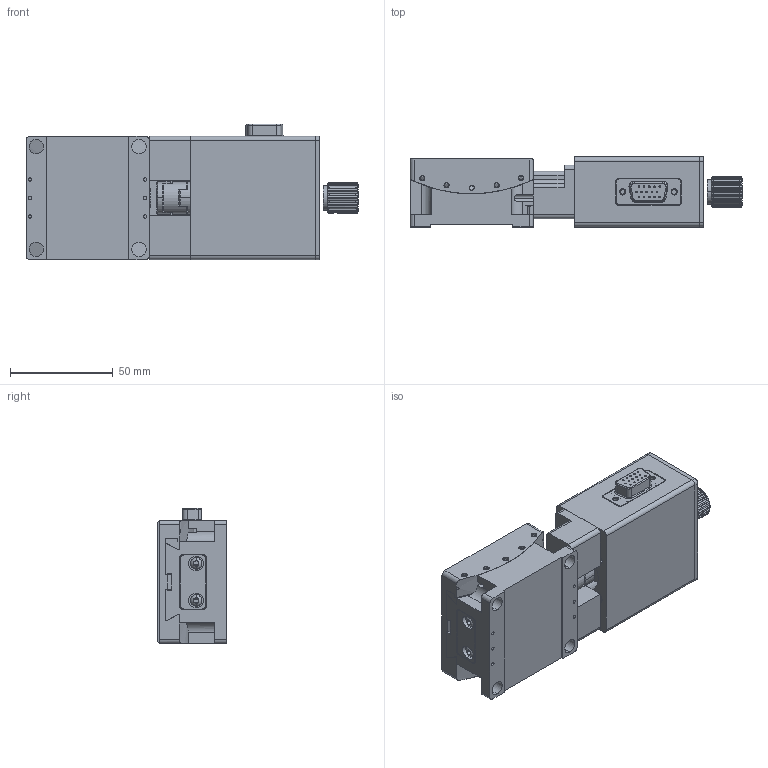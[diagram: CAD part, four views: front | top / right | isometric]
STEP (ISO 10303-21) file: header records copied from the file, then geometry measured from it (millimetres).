
FILE_DESCRIPTION (( 'STEP AP214' ), '1' );
FILE_NAME ('08MGR-6050M.STEP', '2019-04-24T07:24:29', ( '' ), ( '' ), 'SwSTEP 2.0', 'SolidWorks 2016', '' );
FILE_SCHEMA (( 'AUTOMOTIVE_DESIGN' ));
Length unit declared in the file: millimetre
Products named in the file (1): 08MGR-6050M
Bounding box: 161.5 x 34 x 65.83 mm (x, y, z)
Surface area: 50232.2 mm2 (no closed solid volume)
Topology: 0 solids, 28 shells, 766 faces, 2992 edges, 2143 vertices
Faces by surface type: plane 342, cylinder 294, bspline 68, torus 29, cone 25, sphere 8
Entity records: 47439 total; most frequent: CARTESIAN_POINT 14938, ORIENTED_EDGE 4713, DIRECTION 4678, EDGE_CURVE 2992, VERTEX_POINT 2143, VECTOR 1632, LINE 1632, AXIS2_PLACEMENT_3D 1523
